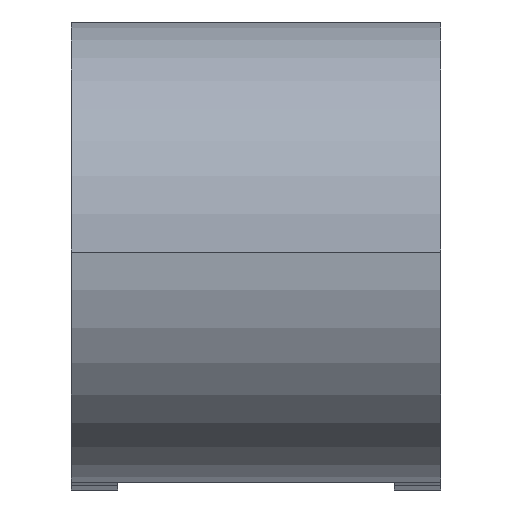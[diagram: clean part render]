
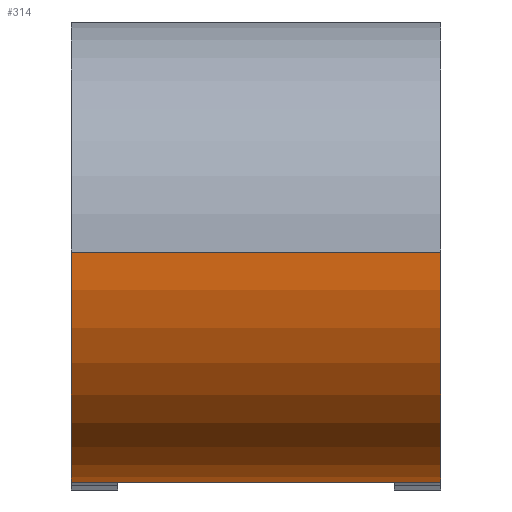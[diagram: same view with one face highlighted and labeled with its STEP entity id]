
A CAD part, top view. The second image highlights one B-rep face of the part: STEP entity #314.
In plain terms, the highlighted cylindrical face has radius 50 mm (diameter 100 mm), a partial arc.
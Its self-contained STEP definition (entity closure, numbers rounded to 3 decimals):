
#85 = DIRECTION ( 'NONE',  ( 1., 0., 0. ) ) ;
#192 = FACE_OUTER_BOUND ( 'NONE', #1863, .T. ) ;
#243 = EDGE_CURVE ( 'NONE', #478, #482, #3445, .T. ) ;
#314 = ADVANCED_FACE ( 'NONE', ( #192 ), #2170, .T. ) ;
#478 = VERTEX_POINT ( 'NONE', #2722 ) ;
#482 = VERTEX_POINT ( 'NONE', #2703 ) ;
#604 = CARTESIAN_POINT ( 'NONE',  ( -40., 0., 0. ) ) ;
#637 = DIRECTION ( 'NONE',  ( 0., 0., -1. ) ) ;
#741 = DIRECTION ( 'NONE',  ( 0., 0., 1. ) ) ;
#790 = VECTOR ( 'NONE', #990, 1000. ) ;
#842 = AXIS2_PLACEMENT_3D ( 'NONE', #3430, #85, #3450 ) ;
#879 = AXIS2_PLACEMENT_3D ( 'NONE', #604, #2601, #637 ) ;
#990 = DIRECTION ( 'NONE',  ( -1., 0., 0. ) ) ;
#1038 = DIRECTION ( 'NONE',  ( -1., 0., 0. ) ) ;
#1167 = CIRCLE ( 'NONE', #879, 50. ) ;
#1188 = AXIS2_PLACEMENT_3D ( 'NONE', #2424, #1038, #741 ) ;
#1253 = EDGE_CURVE ( 'NONE', #2408, #482, #2296, .T. ) ;
#1740 = ORIENTED_EDGE ( 'NONE', *, *, #1253, .T. ) ;
#1744 = CARTESIAN_POINT ( 'NONE',  ( -40., -41.25, -28.257 ) ) ;
#1863 = EDGE_LOOP ( 'NONE', ( #2577, #1998, #2394, #1740 ) ) ;
#1998 = ORIENTED_EDGE ( 'NONE', *, *, #2665, .T. ) ;
#2170 = CYLINDRICAL_SURFACE ( 'NONE', #1188, 50. ) ;
#2296 = LINE ( 'NONE', #1744, #2996 ) ;
#2394 = ORIENTED_EDGE ( 'NONE', *, *, #3195, .T. ) ;
#2408 = VERTEX_POINT ( 'NONE', #2565 ) ;
#2424 = CARTESIAN_POINT ( 'NONE',  ( 40., 0., 0. ) ) ;
#2565 = CARTESIAN_POINT ( 'NONE',  ( -40., -41.25, -28.257 ) ) ;
#2577 = ORIENTED_EDGE ( 'NONE', *, *, #243, .F. ) ;
#2581 = DIRECTION ( 'NONE',  ( 1., 0., 0. ) ) ;
#2601 = DIRECTION ( 'NONE',  ( 1., 0., 0. ) ) ;
#2611 = CARTESIAN_POINT ( 'NONE',  ( -40., 0., 50. ) ) ;
#2621 = VERTEX_POINT ( 'NONE', #2611 ) ;
#2665 = EDGE_CURVE ( 'NONE', #478, #2621, #3174, .T. ) ;
#2703 = CARTESIAN_POINT ( 'NONE',  ( 40., -41.25, -28.257 ) ) ;
#2722 = CARTESIAN_POINT ( 'NONE',  ( 40., 0., 50. ) ) ;
#2996 = VECTOR ( 'NONE', #2581, 1000. ) ;
#3174 = LINE ( 'NONE', #3464, #790 ) ;
#3195 = EDGE_CURVE ( 'NONE', #2621, #2408, #1167, .T. ) ;
#3430 = CARTESIAN_POINT ( 'NONE',  ( 40., 0., 0. ) ) ;
#3445 = CIRCLE ( 'NONE', #842, 50. ) ;
#3450 = DIRECTION ( 'NONE',  ( 0., 0., -1. ) ) ;
#3464 = CARTESIAN_POINT ( 'NONE',  ( 40., 0., 50. ) ) ;
